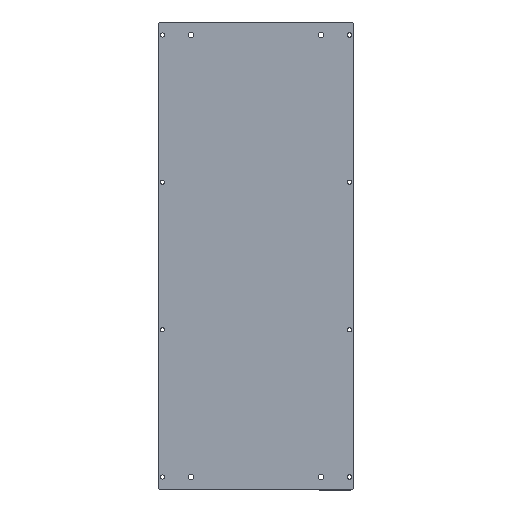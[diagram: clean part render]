
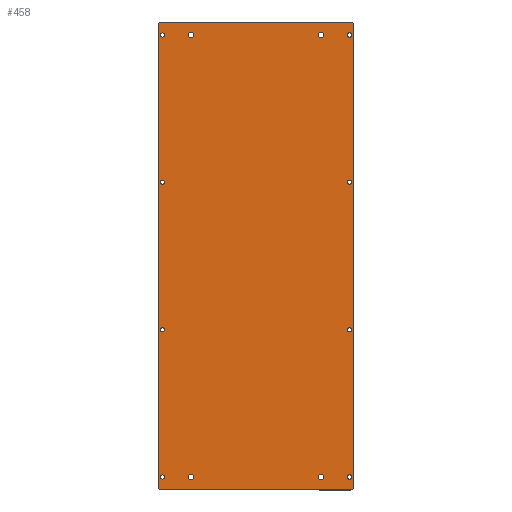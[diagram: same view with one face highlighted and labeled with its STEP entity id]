
A CAD part, top view. The second image highlights one B-rep face of the part: STEP entity #458.
In plain terms, the highlighted planar face has unit normal (0, 0, 1).
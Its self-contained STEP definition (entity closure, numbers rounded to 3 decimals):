
#27=FACE_BOUND('',#101,.T.);
#28=FACE_BOUND('',#102,.T.);
#29=FACE_BOUND('',#103,.T.);
#30=FACE_BOUND('',#104,.T.);
#31=FACE_BOUND('',#105,.T.);
#32=FACE_BOUND('',#106,.T.);
#33=FACE_BOUND('',#107,.T.);
#34=FACE_BOUND('',#108,.T.);
#35=FACE_BOUND('',#109,.T.);
#36=FACE_BOUND('',#110,.T.);
#37=FACE_BOUND('',#111,.T.);
#38=FACE_BOUND('',#112,.T.);
#44=PLANE('',#526);
#66=FACE_OUTER_BOUND('',#100,.T.);
#100=EDGE_LOOP('',(#401,#402,#403,#404,#405,#406,#407,#408));
#101=EDGE_LOOP('',(#409));
#102=EDGE_LOOP('',(#410));
#103=EDGE_LOOP('',(#411));
#104=EDGE_LOOP('',(#412));
#105=EDGE_LOOP('',(#413));
#106=EDGE_LOOP('',(#414));
#107=EDGE_LOOP('',(#415));
#108=EDGE_LOOP('',(#416));
#109=EDGE_LOOP('',(#417));
#110=EDGE_LOOP('',(#418));
#111=EDGE_LOOP('',(#419));
#112=EDGE_LOOP('',(#420));
#127=LINE('',#745,#155);
#131=LINE('',#757,#159);
#135=LINE('',#769,#163);
#139=LINE('',#781,#167);
#155=VECTOR('',#617,10.);
#159=VECTOR('',#629,10.);
#163=VECTOR('',#641,10.);
#167=VECTOR('',#653,10.);
#169=CIRCLE('',#474,2.05);
#171=CIRCLE('',#477,2.05);
#173=CIRCLE('',#480,2.05);
#175=CIRCLE('',#483,2.05);
#178=CIRCLE('',#487,1.6);
#180=CIRCLE('',#490,1.6);
#182=CIRCLE('',#493,1.6);
#184=CIRCLE('',#496,1.6);
#186=CIRCLE('',#499,1.65);
#188=CIRCLE('',#502,1.65);
#190=CIRCLE('',#505,1.65);
#192=CIRCLE('',#508,1.65);
#194=CIRCLE('',#512,2.);
#196=CIRCLE('',#516,2.);
#198=CIRCLE('',#520,2.);
#200=CIRCLE('',#524,2.);
#201=VERTEX_POINT('',#667);
#203=VERTEX_POINT('',#673);
#205=VERTEX_POINT('',#679);
#207=VERTEX_POINT('',#685);
#210=VERTEX_POINT('',#693);
#212=VERTEX_POINT('',#699);
#214=VERTEX_POINT('',#705);
#216=VERTEX_POINT('',#711);
#218=VERTEX_POINT('',#717);
#220=VERTEX_POINT('',#723);
#222=VERTEX_POINT('',#729);
#224=VERTEX_POINT('',#735);
#227=VERTEX_POINT('',#742);
#228=VERTEX_POINT('',#744);
#230=VERTEX_POINT('',#750);
#232=VERTEX_POINT('',#756);
#234=VERTEX_POINT('',#762);
#236=VERTEX_POINT('',#768);
#238=VERTEX_POINT('',#774);
#240=VERTEX_POINT('',#780);
#241=EDGE_CURVE('',#201,#201,#169,.T.);
#244=EDGE_CURVE('',#203,#203,#171,.T.);
#247=EDGE_CURVE('',#205,#205,#173,.T.);
#250=EDGE_CURVE('',#207,#207,#175,.T.);
#255=EDGE_CURVE('',#210,#210,#178,.T.);
#258=EDGE_CURVE('',#212,#212,#180,.T.);
#261=EDGE_CURVE('',#214,#214,#182,.T.);
#264=EDGE_CURVE('',#216,#216,#184,.T.);
#267=EDGE_CURVE('',#218,#218,#186,.T.);
#270=EDGE_CURVE('',#220,#220,#188,.T.);
#273=EDGE_CURVE('',#222,#222,#190,.T.);
#276=EDGE_CURVE('',#224,#224,#192,.T.);
#279=EDGE_CURVE('',#228,#227,#127,.T.);
#282=EDGE_CURVE('',#230,#228,#194,.T.);
#285=EDGE_CURVE('',#232,#230,#131,.T.);
#288=EDGE_CURVE('',#234,#232,#196,.T.);
#291=EDGE_CURVE('',#236,#234,#135,.T.);
#294=EDGE_CURVE('',#238,#236,#198,.T.);
#297=EDGE_CURVE('',#240,#238,#139,.T.);
#300=EDGE_CURVE('',#227,#240,#200,.T.);
#401=ORIENTED_EDGE('',*,*,#300,.T.);
#402=ORIENTED_EDGE('',*,*,#297,.T.);
#403=ORIENTED_EDGE('',*,*,#294,.T.);
#404=ORIENTED_EDGE('',*,*,#291,.T.);
#405=ORIENTED_EDGE('',*,*,#288,.T.);
#406=ORIENTED_EDGE('',*,*,#285,.T.);
#407=ORIENTED_EDGE('',*,*,#282,.T.);
#408=ORIENTED_EDGE('',*,*,#279,.T.);
#409=ORIENTED_EDGE('',*,*,#241,.T.);
#410=ORIENTED_EDGE('',*,*,#244,.T.);
#411=ORIENTED_EDGE('',*,*,#247,.T.);
#412=ORIENTED_EDGE('',*,*,#250,.T.);
#413=ORIENTED_EDGE('',*,*,#255,.T.);
#414=ORIENTED_EDGE('',*,*,#258,.T.);
#415=ORIENTED_EDGE('',*,*,#261,.T.);
#416=ORIENTED_EDGE('',*,*,#264,.T.);
#417=ORIENTED_EDGE('',*,*,#267,.T.);
#418=ORIENTED_EDGE('',*,*,#270,.T.);
#419=ORIENTED_EDGE('',*,*,#273,.T.);
#420=ORIENTED_EDGE('',*,*,#276,.T.);
#458=ADVANCED_FACE('',(#66,#27,#28,#29,#30,#31,#32,#33,#34,#35,#36,#37,
#38),#44,.F.);
#474=AXIS2_PLACEMENT_3D('',#668,#531,#532);
#477=AXIS2_PLACEMENT_3D('',#674,#538,#539);
#480=AXIS2_PLACEMENT_3D('',#680,#545,#546);
#483=AXIS2_PLACEMENT_3D('',#686,#552,#553);
#487=AXIS2_PLACEMENT_3D('',#695,#562,#563);
#490=AXIS2_PLACEMENT_3D('',#701,#569,#570);
#493=AXIS2_PLACEMENT_3D('',#707,#576,#577);
#496=AXIS2_PLACEMENT_3D('',#713,#583,#584);
#499=AXIS2_PLACEMENT_3D('',#719,#590,#591);
#502=AXIS2_PLACEMENT_3D('',#725,#597,#598);
#505=AXIS2_PLACEMENT_3D('',#731,#604,#605);
#508=AXIS2_PLACEMENT_3D('',#737,#611,#612);
#512=AXIS2_PLACEMENT_3D('',#751,#623,#624);
#516=AXIS2_PLACEMENT_3D('',#763,#635,#636);
#520=AXIS2_PLACEMENT_3D('',#775,#647,#648);
#524=AXIS2_PLACEMENT_3D('',#785,#659,#660);
#526=AXIS2_PLACEMENT_3D('',#787,#663,#664);
#531=DIRECTION('center_axis',(0.,0.,-1.));
#532=DIRECTION('ref_axis',(-1.,0.,0.));
#538=DIRECTION('center_axis',(0.,0.,-1.));
#539=DIRECTION('ref_axis',(-1.,0.,0.));
#545=DIRECTION('center_axis',(0.,0.,-1.));
#546=DIRECTION('ref_axis',(-1.,0.,0.));
#552=DIRECTION('center_axis',(0.,0.,-1.));
#553=DIRECTION('ref_axis',(-1.,0.,0.));
#562=DIRECTION('center_axis',(0.,0.,-1.));
#563=DIRECTION('ref_axis',(1.,0.,0.));
#569=DIRECTION('center_axis',(0.,0.,-1.));
#570=DIRECTION('ref_axis',(1.,0.,0.));
#576=DIRECTION('center_axis',(0.,0.,-1.));
#577=DIRECTION('ref_axis',(1.,0.,0.));
#583=DIRECTION('center_axis',(0.,0.,-1.));
#584=DIRECTION('ref_axis',(1.,0.,0.));
#590=DIRECTION('center_axis',(0.,0.,-1.));
#591=DIRECTION('ref_axis',(1.,0.,0.));
#597=DIRECTION('center_axis',(0.,0.,-1.));
#598=DIRECTION('ref_axis',(1.,0.,0.));
#604=DIRECTION('center_axis',(0.,0.,-1.));
#605=DIRECTION('ref_axis',(1.,0.,0.));
#611=DIRECTION('center_axis',(0.,0.,-1.));
#612=DIRECTION('ref_axis',(1.,0.,0.));
#617=DIRECTION('',(0.,1.,0.));
#623=DIRECTION('center_axis',(0.,0.,1.));
#624=DIRECTION('ref_axis',(1.,0.,0.));
#629=DIRECTION('',(1.,0.,0.));
#635=DIRECTION('center_axis',(0.,0.,1.));
#636=DIRECTION('ref_axis',(0.,-1.,0.));
#641=DIRECTION('',(0.,-1.,0.));
#647=DIRECTION('center_axis',(0.,0.,1.));
#648=DIRECTION('ref_axis',(-1.,0.,0.));
#653=DIRECTION('',(-1.,0.,0.));
#659=DIRECTION('center_axis',(0.,0.,1.));
#660=DIRECTION('ref_axis',(0.,1.,0.));
#663=DIRECTION('center_axis',(0.,0.,-1.));
#664=DIRECTION('ref_axis',(1.,0.,0.));
#667=CARTESIAN_POINT('',(17.05,379.53,170.145));
#668=CARTESIAN_POINT('Origin',(15.,379.53,170.145));
#673=CARTESIAN_POINT('',(17.05,39.53,170.145));
#674=CARTESIAN_POINT('Origin',(15.,39.53,170.145));
#679=CARTESIAN_POINT('',(117.05,379.53,170.145));
#680=CARTESIAN_POINT('Origin',(115.,379.53,170.145));
#685=CARTESIAN_POINT('',(117.05,39.53,170.145));
#686=CARTESIAN_POINT('Origin',(115.,39.53,170.145));
#693=CARTESIAN_POINT('',(-8.6,39.53,170.145));
#695=CARTESIAN_POINT('Origin',(-7.,39.53,170.145));
#699=CARTESIAN_POINT('',(-8.6,152.863,170.145));
#701=CARTESIAN_POINT('Origin',(-7.,152.863,170.145));
#705=CARTESIAN_POINT('',(-8.6,266.197,170.145));
#707=CARTESIAN_POINT('Origin',(-7.,266.197,170.145));
#711=CARTESIAN_POINT('',(-8.6,379.53,170.145));
#713=CARTESIAN_POINT('Origin',(-7.,379.53,170.145));
#717=CARTESIAN_POINT('',(135.35,39.53,170.145));
#719=CARTESIAN_POINT('Origin',(137.,39.53,170.145));
#723=CARTESIAN_POINT('',(135.35,152.863,170.145));
#725=CARTESIAN_POINT('Origin',(137.,152.863,170.145));
#729=CARTESIAN_POINT('',(135.35,266.197,170.145));
#731=CARTESIAN_POINT('Origin',(137.,266.197,170.145));
#735=CARTESIAN_POINT('',(135.35,379.53,170.145));
#737=CARTESIAN_POINT('Origin',(137.,379.53,170.145));
#742=CARTESIAN_POINT('',(140.,387.53,170.145));
#744=CARTESIAN_POINT('',(140.,31.53,170.145));
#745=CARTESIAN_POINT('',(140.,387.53,170.145));
#750=CARTESIAN_POINT('',(138.,29.53,170.145));
#751=CARTESIAN_POINT('Origin',(138.,31.53,170.145));
#756=CARTESIAN_POINT('',(-8.,29.53,170.145));
#757=CARTESIAN_POINT('',(138.,29.53,170.145));
#762=CARTESIAN_POINT('',(-10.,31.53,170.145));
#763=CARTESIAN_POINT('Origin',(-8.,31.53,170.145));
#768=CARTESIAN_POINT('',(-10.,387.53,170.145));
#769=CARTESIAN_POINT('',(-10.,31.53,170.145));
#774=CARTESIAN_POINT('',(-8.,389.53,170.145));
#775=CARTESIAN_POINT('Origin',(-8.,387.53,170.145));
#780=CARTESIAN_POINT('',(138.,389.53,170.145));
#781=CARTESIAN_POINT('',(-8.,389.53,170.145));
#785=CARTESIAN_POINT('Origin',(138.,387.53,170.145));
#787=CARTESIAN_POINT('Origin',(65.,209.53,170.145));
